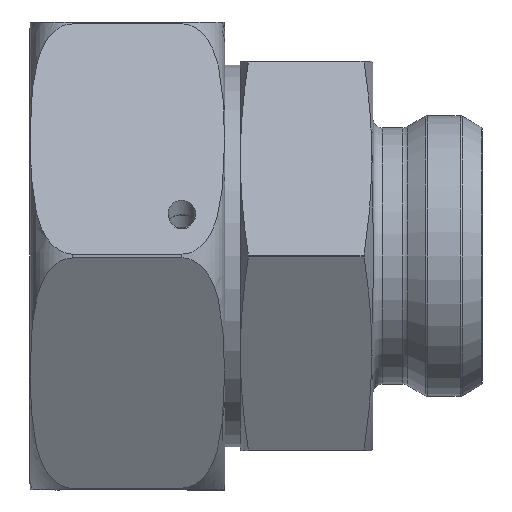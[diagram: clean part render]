
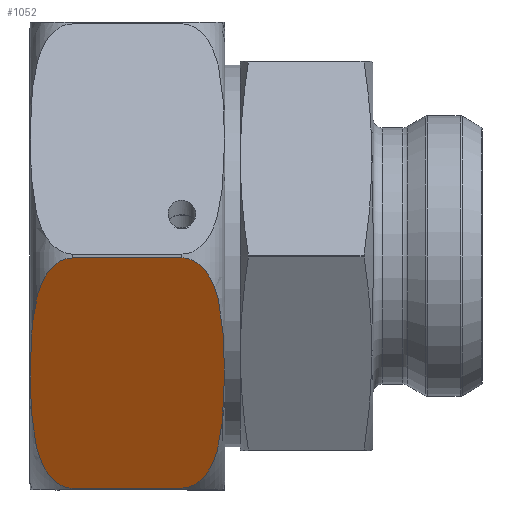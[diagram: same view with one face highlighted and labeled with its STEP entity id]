
A CAD part, front view. The second image highlights one B-rep face of the part: STEP entity #1052.
In plain terms, the highlighted face is planar.
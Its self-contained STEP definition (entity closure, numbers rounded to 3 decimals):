
#811=PLANE('',#5192);
#1052=ADVANCED_FACE('',(#1299),#811,.F.);
#1299=FACE_OUTER_BOUND('',#1616,.T.);
#1616=EDGE_LOOP('',(#2652,#2653,#2654,#2655));
#2020=B_SPLINE_CURVE_WITH_KNOTS('',3,(#7729,#7730,#7731,#7732,#7733,#7734,
#7735,#7736,#7737,#7738,#7739,#7740,#7741,#7742,#7743,#7744,#7745,#7746),
 .UNSPECIFIED.,.F.,.F.,(4,2,2,2,2,2,2,2,4),(0.,0.063,0.125,0.25,0.5,0.75,
0.875,0.938,1.),.UNSPECIFIED.);
#2026=B_SPLINE_CURVE_WITH_KNOTS('',3,(#7892,#7893,#7894,#7895,#7896,#7897,
#7898,#7899,#7900,#7901,#7902,#7903,#7904,#7905,#7906,#7907,#7908,#7909),
 .UNSPECIFIED.,.F.,.F.,(4,2,2,2,2,2,2,2,4),(0.,0.063,0.125,0.25,0.5,0.75,
0.875,0.938,1.),.UNSPECIFIED.);
#2652=ORIENTED_EDGE('',*,*,#4259,.T.);
#2653=ORIENTED_EDGE('',*,*,#4244,.T.);
#2654=ORIENTED_EDGE('',*,*,#4256,.T.);
#2655=ORIENTED_EDGE('',*,*,#4274,.T.);
#3774=VERTEX_POINT('',#7747);
#3775=VERTEX_POINT('',#7748);
#3786=VERTEX_POINT('',#7857);
#3788=VERTEX_POINT('',#7863);
#4244=EDGE_CURVE('',#3774,#3775,#2020,.T.);
#4256=EDGE_CURVE('',#3775,#3786,#4655,.T.);
#4259=EDGE_CURVE('',#3788,#3774,#4657,.T.);
#4274=EDGE_CURVE('',#3786,#3788,#2026,.T.);
#4655=LINE('',#7856,#4849);
#4657=LINE('',#7862,#4851);
#4849=VECTOR('',#5597,1.);
#4851=VECTOR('',#5603,1.);
#5192=AXIS2_PLACEMENT_3D('',#8050,#5681,#5682);
#5597=DIRECTION('',(1.,0.,0.));
#5603=DIRECTION('',(-1.,0.,0.));
#5681=DIRECTION('',(0.,1.,0.));
#5682=DIRECTION('',(0.,0.,1.));
#7729=CARTESIAN_POINT('',(5.5,-30.,17.037));
#7730=CARTESIAN_POINT('',(4.694,-30.,17.037));
#7731=CARTESIAN_POINT('',(3.916,-30.,16.65));
#7732=CARTESIAN_POINT('',(2.718,-30.,15.555));
#7733=CARTESIAN_POINT('',(2.27,-30.,14.87));
#7734=CARTESIAN_POINT('',(1.195,-30.,12.699));
#7735=CARTESIAN_POINT('',(0.832,-30.,11.117));
#7736=CARTESIAN_POINT('',(0.106,-30.,6.363));
#7737=CARTESIAN_POINT('',(0.091,-30.,3.149));
#7738=CARTESIAN_POINT('',(0.092,-30.,-3.229));
#7739=CARTESIAN_POINT('',(0.109,-30.,-6.417));
#7740=CARTESIAN_POINT('',(0.839,-30.,-11.15));
#7741=CARTESIAN_POINT('',(1.206,-30.,-12.733));
#7742=CARTESIAN_POINT('',(2.285,-30.,-14.894));
#7743=CARTESIAN_POINT('',(2.736,-30.,-15.575));
#7744=CARTESIAN_POINT('',(3.923,-30.,-16.653));
#7745=CARTESIAN_POINT('',(4.7,-30.,-17.037));
#7746=CARTESIAN_POINT('',(5.5,-30.,-17.037));
#7747=CARTESIAN_POINT('',(5.5,-30.,17.037));
#7748=CARTESIAN_POINT('',(5.5,-30.,-17.037));
#7856=CARTESIAN_POINT('',(0.,-30.,-17.037));
#7857=CARTESIAN_POINT('',(19.5,-30.,-17.037));
#7862=CARTESIAN_POINT('',(0.,-30.,17.037));
#7863=CARTESIAN_POINT('',(19.5,-30.,17.037));
#7892=CARTESIAN_POINT('',(19.5,-30.,-17.037));
#7893=CARTESIAN_POINT('',(20.306,-30.,-17.037));
#7894=CARTESIAN_POINT('',(21.084,-30.,-16.65));
#7895=CARTESIAN_POINT('',(22.282,-30.,-15.555));
#7896=CARTESIAN_POINT('',(22.73,-30.,-14.87));
#7897=CARTESIAN_POINT('',(23.805,-30.,-12.699));
#7898=CARTESIAN_POINT('',(24.168,-30.,-11.117));
#7899=CARTESIAN_POINT('',(24.894,-30.,-6.363));
#7900=CARTESIAN_POINT('',(24.909,-30.,-3.149));
#7901=CARTESIAN_POINT('',(24.908,-30.,3.229));
#7902=CARTESIAN_POINT('',(24.891,-30.,6.417));
#7903=CARTESIAN_POINT('',(24.161,-30.,11.15));
#7904=CARTESIAN_POINT('',(23.794,-30.,12.733));
#7905=CARTESIAN_POINT('',(22.715,-30.,14.894));
#7906=CARTESIAN_POINT('',(22.264,-30.,15.575));
#7907=CARTESIAN_POINT('',(21.077,-30.,16.653));
#7908=CARTESIAN_POINT('',(20.3,-30.,17.037));
#7909=CARTESIAN_POINT('',(19.5,-30.,17.037));
#8050=CARTESIAN_POINT('',(25.,-30.,17.321));
